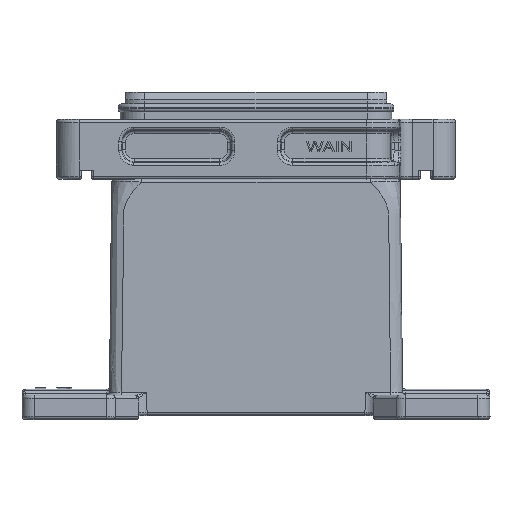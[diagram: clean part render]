
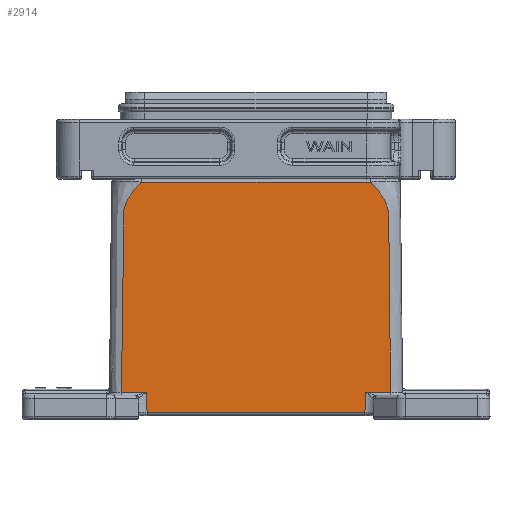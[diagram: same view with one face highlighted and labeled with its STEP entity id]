
A CAD part, top view. The second image highlights one B-rep face of the part: STEP entity #2914.
In plain terms, the highlighted planar face has unit normal (0, 0.011, 1).
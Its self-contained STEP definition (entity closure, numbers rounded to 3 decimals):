
#2914=ADVANCED_FACE('NONE',(#4812),#3778,.T.);
#3778=PLANE('',#24474);
#4812=FACE_OUTER_BOUND('',#6241,.T.);
#6241=EDGE_LOOP('',(#14140,#14141,#14142,#14143,#14144,#14145,#14146,#14147));
#7776=LINE('',#42753,#9257);
#7806=LINE('',#43368,#9287);
#7819=LINE('',#43843,#9300);
#7820=LINE('',#43845,#9301);
#7821=LINE('',#43846,#9302);
#9257=VECTOR('',#28379,1.);
#9287=VECTOR('',#28575,1.);
#9300=VECTOR('',#28634,1.);
#9301=VECTOR('',#28635,1.);
#9302=VECTOR('',#28636,1.);
#14140=ORIENTED_EDGE('',*,*,#21086,.T.);
#14141=ORIENTED_EDGE('',*,*,#20920,.F.);
#14142=ORIENTED_EDGE('',*,*,#21082,.T.);
#14143=ORIENTED_EDGE('',*,*,#21087,.T.);
#14144=ORIENTED_EDGE('',*,*,#20967,.F.);
#14145=ORIENTED_EDGE('',*,*,#21033,.F.);
#14146=ORIENTED_EDGE('',*,*,#21047,.F.);
#14147=ORIENTED_EDGE('',*,*,#21088,.T.);
#18023=VERTEX_POINT('',#42741);
#18024=VERTEX_POINT('',#42754);
#18049=VERTEX_POINT('',#42986);
#18050=VERTEX_POINT('',#42987);
#18082=VERTEX_POINT('',#43367);
#18087=VERTEX_POINT('',#43484);
#18106=VERTEX_POINT('',#43826);
#18108=VERTEX_POINT('',#43844);
#20920=EDGE_CURVE('NONE',#18023,#18024,#7776,.T.);
#20967=EDGE_CURVE('NONE',#18049,#18050,#22840,.T.);
#21033=EDGE_CURVE('NONE',#18082,#18049,#7806,.T.);
#21047=EDGE_CURVE('NONE',#18087,#18082,#22862,.T.);
#21082=EDGE_CURVE('NONE',#18023,#18106,#22888,.T.);
#21086=EDGE_CURVE('NONE',#18108,#18024,#7819,.T.);
#21087=EDGE_CURVE('NONE',#18106,#18050,#7820,.T.);
#21088=EDGE_CURVE('NONE',#18087,#18108,#7821,.T.);
#22840=B_SPLINE_CURVE_WITH_KNOTS('',3,(#42962,#42963,#42964,#42965,#42966,
#42967,#42968,#42969,#42970,#42971,#42972,#42973,#42974,#42975,#42976,#42977,
#42978,#42979,#42980,#42981,#42982,#42983,#42984,#42985),.UNSPECIFIED.,
 .F.,.F.,(4,2,2,2,2,2,2,2,2,2,2,4),(0.,0.063,0.094,0.125,0.156,0.172,
0.188,0.203,0.219,0.25,0.5,1.),.UNSPECIFIED.);
#22862=B_SPLINE_CURVE_WITH_KNOTS('',3,(#43485,#43486,#43487,#43488,#43489,
#43490,#43491,#43492,#43493,#43494,#43495,#43496,#43497,#43498,#43499,#43500,
#43501,#43502,#43503,#43504,#43505,#43506,#43507,#43508,#43509,#43510,#43511,
#43512,#43513,#43514,#43515,#43516,#43517,#43518,#43519,#43520,#43521,#43522,
#43523,#43524,#43525,#43526,#43527,#43528,#43529,#43530,#43531,#43532,#43533,
#43534),.UNSPECIFIED.,.F.,.F.,(4,2,1,1,1,1,1,1,2,2,2,2,2,1,2,2,2,2,2,2,
1,2,2,2,2,2,2,2,4),(0.,0.5,0.625,0.688,
0.719,0.734,0.742,0.746,
0.748,0.75,0.781,0.797,
0.805,0.809,0.811,0.813,
0.828,0.844,0.859,0.867,
0.871,0.873,0.875,0.891,
0.898,0.902,0.906,0.938,
1.),.UNSPECIFIED.);
#22888=B_SPLINE_CURVE_WITH_KNOTS('',3,(#43827,#43828,#43829,#43830),
 .UNSPECIFIED.,.F.,.F.,(4,4),(0.,1.),.UNSPECIFIED.);
#24474=AXIS2_PLACEMENT_3D('',#43847,#28637,#28638);
#28379=DIRECTION('',(-1.,0.,0.));
#28575=DIRECTION('',(1.,0.,0.));
#28634=DIRECTION('',(0.014,-1.,0.01));
#28635=DIRECTION('',(1.,0.,0.));
#28636=DIRECTION('',(1.,0.,0.));
#28637=DIRECTION('',(0.,0.01,1.));
#28638=DIRECTION('',(0.,-1.,0.01));
#42741=CARTESIAN_POINT('',(36.314,2.31,29.814));
#42753=CARTESIAN_POINT('',(-39.425,2.31,29.814));
#42754=CARTESIAN_POINT('',(-36.314,2.31,29.814));
#42962=CARTESIAN_POINT('',(38.086,79.01,29.01));
#42963=CARTESIAN_POINT('',(39.109,78.066,29.02));
#42964=CARTESIAN_POINT('',(40.086,77.05,29.031));
#42965=CARTESIAN_POINT('',(41.408,75.37,29.048));
#42966=CARTESIAN_POINT('',(41.824,74.784,29.055));
#42967=CARTESIAN_POINT('',(42.585,73.553,29.068));
#42968=CARTESIAN_POINT('',(42.931,72.907,29.074));
#42969=CARTESIAN_POINT('',(43.519,71.556,29.088));
#42970=CARTESIAN_POINT('',(43.761,70.851,29.096));
#42971=CARTESIAN_POINT('',(44.019,69.757,29.107));
#42972=CARTESIAN_POINT('',(44.087,69.387,29.111));
#42973=CARTESIAN_POINT('',(44.186,68.64,29.119));
#42974=CARTESIAN_POINT('',(44.214,68.263,29.123));
#42975=CARTESIAN_POINT('',(44.237,67.508,29.131));
#42976=CARTESIAN_POINT('',(44.235,67.131,29.135));
#42977=CARTESIAN_POINT('',(44.242,66.376,29.143));
#42978=CARTESIAN_POINT('',(44.247,65.998,29.147));
#42979=CARTESIAN_POINT('',(44.259,64.865,29.158));
#42980=CARTESIAN_POINT('',(44.267,64.11,29.166));
#42981=CARTESIAN_POINT('',(44.338,57.315,29.238));
#42982=CARTESIAN_POINT('',(44.401,51.274,29.301));
#42983=CARTESIAN_POINT('',(44.591,33.152,29.491));
#42984=CARTESIAN_POINT('',(44.717,21.071,29.617));
#42985=CARTESIAN_POINT('',(44.844,8.99,29.744));
#42986=CARTESIAN_POINT('',(38.086,79.01,29.01));
#42987=CARTESIAN_POINT('',(44.844,8.99,29.744));
#43367=CARTESIAN_POINT('',(-38.086,79.01,29.01));
#43368=CARTESIAN_POINT('',(-45.153,79.01,29.01));
#43484=CARTESIAN_POINT('',(-44.844,8.99,29.744));
#43485=CARTESIAN_POINT('',(-44.844,8.99,29.744));
#43486=CARTESIAN_POINT('',(-44.718,20.981,29.618));
#43487=CARTESIAN_POINT('',(-44.592,32.972,29.492));
#43488=CARTESIAN_POINT('',(-44.436,47.961,29.336));
#43489=CARTESIAN_POINT('',(-44.389,52.458,29.288));
#43490=CARTESIAN_POINT('',(-44.334,57.704,29.233));
#43491=CARTESIAN_POINT('',(-44.306,60.328,29.206));
#43492=CARTESIAN_POINT('',(-44.293,61.639,29.192));
#43493=CARTESIAN_POINT('',(-44.286,62.295,29.185));
#43494=CARTESIAN_POINT('',(-44.282,62.623,29.182));
#43495=CARTESIAN_POINT('',(-44.281,62.763,29.181));
#43496=CARTESIAN_POINT('',(-44.28,62.857,29.18));
#43497=CARTESIAN_POINT('',(-44.28,62.864,29.179));
#43498=CARTESIAN_POINT('',(-44.264,64.338,29.164));
#43499=CARTESIAN_POINT('',(-44.253,65.406,29.153));
#43500=CARTESIAN_POINT('',(-44.242,66.53,29.141));
#43501=CARTESIAN_POINT('',(-44.239,66.825,29.138));
#43502=CARTESIAN_POINT('',(-44.236,67.148,29.135));
#43503=CARTESIAN_POINT('',(-44.235,67.236,29.134));
#43504=CARTESIAN_POINT('',(-44.234,67.338,29.133));
#43505=CARTESIAN_POINT('',(-44.233,67.381,29.132));
#43506=CARTESIAN_POINT('',(-44.233,67.413,29.132));
#43507=CARTESIAN_POINT('',(-44.233,67.432,29.132));
#43508=CARTESIAN_POINT('',(-44.233,67.398,29.132));
#43509=CARTESIAN_POINT('',(-44.229,67.842,29.127));
#43510=CARTESIAN_POINT('',(-44.208,68.228,29.123));
#43511=CARTESIAN_POINT('',(-44.142,68.975,29.115));
#43512=CARTESIAN_POINT('',(-44.085,69.386,29.111));
#43513=CARTESIAN_POINT('',(-43.97,69.981,29.104));
#43514=CARTESIAN_POINT('',(-43.892,70.312,29.101));
#43515=CARTESIAN_POINT('',(-43.737,70.853,29.094));
#43516=CARTESIAN_POINT('',(-43.678,71.04,29.092));
#43517=CARTESIAN_POINT('',(-43.579,71.332,29.089));
#43518=CARTESIAN_POINT('',(-43.527,71.48,29.087));
#43519=CARTESIAN_POINT('',(-43.47,71.632,29.085));
#43520=CARTESIAN_POINT('',(-43.431,71.733,29.084));
#43521=CARTESIAN_POINT('',(-43.398,71.817,29.083));
#43522=CARTESIAN_POINT('',(-43.329,71.991,29.081));
#43523=CARTESIAN_POINT('',(-43.225,72.243,29.078));
#43524=CARTESIAN_POINT('',(-42.986,72.754,29.072));
#43525=CARTESIAN_POINT('',(-42.892,72.946,29.07));
#43526=CARTESIAN_POINT('',(-42.727,73.264,29.067));
#43527=CARTESIAN_POINT('',(-42.667,73.375,29.066));
#43528=CARTESIAN_POINT('',(-42.539,73.606,29.063));
#43529=CARTESIAN_POINT('',(-42.445,73.769,29.061));
#43530=CARTESIAN_POINT('',(-42.005,74.512,29.053));
#43531=CARTESIAN_POINT('',(-41.576,75.138,29.046));
#43532=CARTESIAN_POINT('',(-40.256,76.86,29.028));
#43533=CARTESIAN_POINT('',(-39.229,77.96,29.017));
#43534=CARTESIAN_POINT('',(-38.086,79.01,29.01));
#43826=CARTESIAN_POINT('',(36.409,8.99,29.744));
#43827=CARTESIAN_POINT('',(36.314,2.31,29.814));
#43828=CARTESIAN_POINT('',(36.345,4.537,29.79));
#43829=CARTESIAN_POINT('',(36.377,6.763,29.767));
#43830=CARTESIAN_POINT('',(36.409,8.99,29.744));
#43843=CARTESIAN_POINT('',(-36.409,8.99,29.744));
#43844=CARTESIAN_POINT('',(-36.409,8.99,29.744));
#43845=CARTESIAN_POINT('',(-51.412,8.99,29.744));
#43846=CARTESIAN_POINT('',(-51.412,8.99,29.744));
#43847=CARTESIAN_POINT('',(-51.412,80.,29.));
